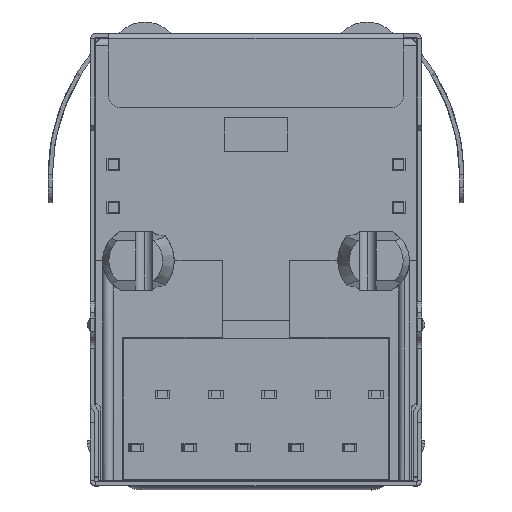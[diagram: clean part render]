
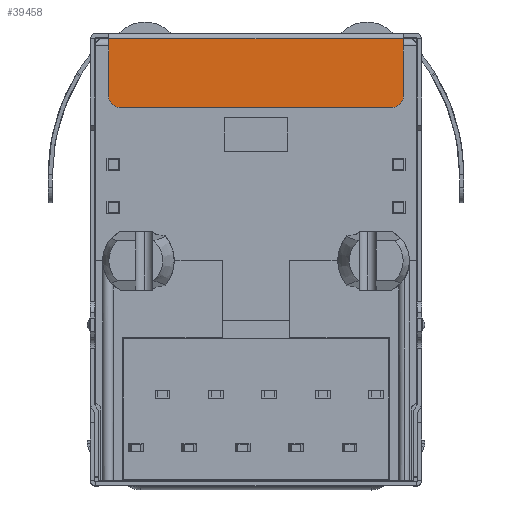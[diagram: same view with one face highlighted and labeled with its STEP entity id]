
A CAD part, left-side view. The second image highlights one B-rep face of the part: STEP entity #39458.
In plain terms, the highlighted planar face has unit normal (1, 0, 0).
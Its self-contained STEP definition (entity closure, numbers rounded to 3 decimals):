
#856=PLANE('',#44466);
#3561=FACE_OUTER_BOUND('',#4989,.T.);
#4989=EDGE_LOOP('',(#34685,#34686,#34687,#34688,#34689,#34690));
#6608=CIRCLE('',#44467,0.5);
#6609=CIRCLE('',#44468,0.5);
#8999=LINE('',#69382,#14371);
#9000=LINE('',#69386,#14372);
#9001=LINE('',#69390,#14373);
#9002=LINE('',#69391,#14374);
#14371=VECTOR('',#50567,2.75);
#14372=VECTOR('',#50570,13.);
#14373=VECTOR('',#50573,2.75);
#14374=VECTOR('',#50574,14.);
#20835=VERTEX_POINT('',#69380);
#20836=VERTEX_POINT('',#69381);
#20837=VERTEX_POINT('',#69383);
#20838=VERTEX_POINT('',#69385);
#20839=VERTEX_POINT('',#69387);
#20840=VERTEX_POINT('',#69389);
#27760=EDGE_CURVE('',#20835,#20836,#8999,.T.);
#27761=EDGE_CURVE('',#20836,#20837,#6608,.T.);
#27762=EDGE_CURVE('',#20837,#20838,#9000,.T.);
#27763=EDGE_CURVE('',#20838,#20839,#6609,.T.);
#27764=EDGE_CURVE('',#20839,#20840,#9001,.T.);
#27765=EDGE_CURVE('',#20840,#20835,#9002,.T.);
#34685=ORIENTED_EDGE('',*,*,#27760,.T.);
#34686=ORIENTED_EDGE('',*,*,#27761,.T.);
#34687=ORIENTED_EDGE('',*,*,#27762,.T.);
#34688=ORIENTED_EDGE('',*,*,#27763,.T.);
#34689=ORIENTED_EDGE('',*,*,#27764,.T.);
#34690=ORIENTED_EDGE('',*,*,#27765,.T.);
#39458=ADVANCED_FACE('',(#3561),#856,.T.);
#44466=AXIS2_PLACEMENT_3D('',#69379,#50565,#50566);
#44467=AXIS2_PLACEMENT_3D('',#69384,#50568,#50569);
#44468=AXIS2_PLACEMENT_3D('',#69388,#50571,#50572);
#50565=DIRECTION('center_axis',(1.,0.,0.));
#50566=DIRECTION('ref_axis',(0.,0.,-1.));
#50567=DIRECTION('',(0.,0.,-1.));
#50568=DIRECTION('center_axis',(1.,0.,0.));
#50569=DIRECTION('ref_axis',(0.,-1.,0.));
#50570=DIRECTION('',(0.,1.,0.));
#50571=DIRECTION('center_axis',(1.,0.,0.));
#50572=DIRECTION('ref_axis',(0.,0.,-1.));
#50573=DIRECTION('',(0.,0.,1.));
#50574=DIRECTION('',(0.,-1.,0.));
#69379=CARTESIAN_POINT('Origin',(3.8,0.875,-1.625));
#69380=CARTESIAN_POINT('',(3.8,0.875,0.));
#69381=CARTESIAN_POINT('',(3.8,0.875,-2.75));
#69382=CARTESIAN_POINT('',(3.8,0.875,0.));
#69383=CARTESIAN_POINT('',(3.8,1.375,-3.25));
#69384=CARTESIAN_POINT('Origin',(3.8,1.375,-2.75));
#69385=CARTESIAN_POINT('',(3.8,14.375,-3.25));
#69386=CARTESIAN_POINT('',(3.8,1.375,-3.25));
#69387=CARTESIAN_POINT('',(3.8,14.875,-2.75));
#69388=CARTESIAN_POINT('Origin',(3.8,14.375,-2.75));
#69389=CARTESIAN_POINT('',(3.8,14.875,0.));
#69390=CARTESIAN_POINT('',(3.8,14.875,-2.75));
#69391=CARTESIAN_POINT('',(3.8,14.875,0.));
